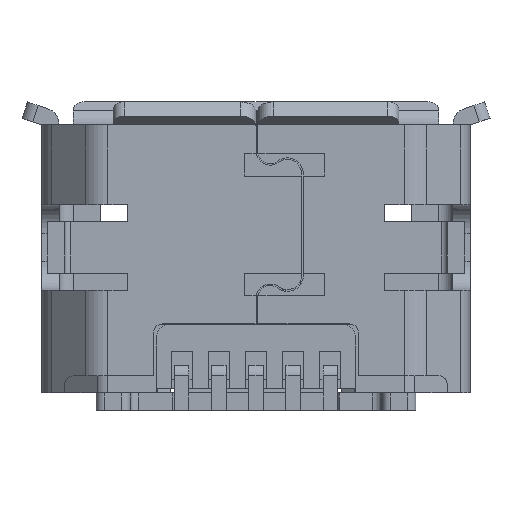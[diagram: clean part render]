
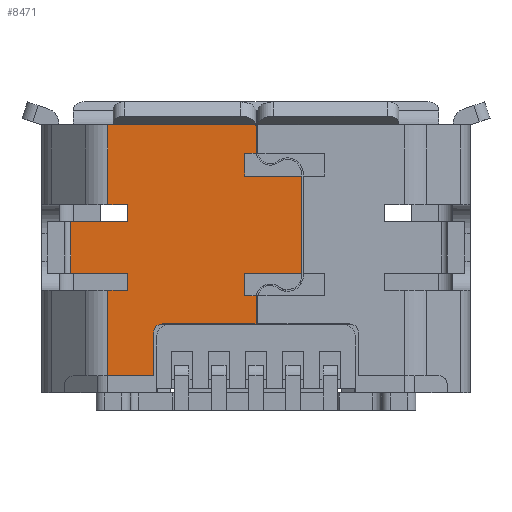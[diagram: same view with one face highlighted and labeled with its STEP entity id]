
A CAD part, front view. The second image highlights one B-rep face of the part: STEP entity #8471.
In plain terms, the highlighted planar face has unit normal (0, -1, 0).
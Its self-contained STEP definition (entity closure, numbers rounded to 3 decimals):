
#120=ELLIPSE('',#8938,0.503,0.28);
#267=FACE_OUTER_BOUND('',#695,.T.);
#695=EDGE_LOOP('',(#5692,#5693,#5694,#5695,#5696,#5697,#5698,#5699,#5700,
#5701,#5702,#5703,#5704,#5705,#5706,#5707,#5708,#5709,#5710,#5711,#5712,
#5713,#5714,#5715,#5716,#5717,#5718));
#1148=CIRCLE('',#8939,0.15);
#1149=CIRCLE('',#8940,0.25);
#1150=CIRCLE('',#8941,0.25);
#1386=LINE('',#12041,#2416);
#1449=LINE('',#12216,#2479);
#1450=LINE('',#12218,#2480);
#1451=LINE('',#12220,#2481);
#1452=LINE('',#12222,#2482);
#1453=LINE('',#12224,#2483);
#1454=LINE('',#12226,#2484);
#1455=LINE('',#12228,#2485);
#1456=LINE('',#12230,#2486);
#1457=LINE('',#12232,#2487);
#1458=LINE('',#12234,#2488);
#1459=LINE('',#12236,#2489);
#1460=LINE('',#12238,#2490);
#1461=LINE('',#12242,#2491);
#1462=LINE('',#12244,#2492);
#1463=LINE('',#12248,#2493);
#1464=LINE('',#12250,#2494);
#1465=LINE('',#12252,#2495);
#1466=LINE('',#12254,#2496);
#1467=LINE('',#12256,#2497);
#1468=LINE('',#12258,#2498);
#1469=LINE('',#12260,#2499);
#1470=LINE('',#12263,#2500);
#2416=VECTOR('',#9616,0.096);
#2479=VECTOR('',#9753,2.5);
#2480=VECTOR('',#9754,1.4);
#2481=VECTOR('',#9755,0.346);
#2482=VECTOR('',#9756,0.3);
#2483=VECTOR('',#9757,1.);
#2484=VECTOR('',#9758,0.9);
#2485=VECTOR('',#9759,1.);
#2486=VECTOR('',#9760,0.3);
#2487=VECTOR('',#9761,0.346);
#2488=VECTOR('',#9762,1.5);
#2489=VECTOR('',#9763,0.806);
#2490=VECTOR('',#9764,0.76);
#2491=VECTOR('',#9767,1.64);
#2492=VECTOR('',#9768,0.45);
#2493=VECTOR('',#9771,0.203);
#2494=VECTOR('',#9772,0.4);
#2495=VECTOR('',#9773,1.);
#2496=VECTOR('',#9774,1.7);
#2497=VECTOR('',#9775,1.);
#2498=VECTOR('',#9776,0.4);
#2499=VECTOR('',#9777,0.203);
#2500=VECTOR('',#9780,0.442);
#3452=VERTEX_POINT('',#12038);
#3453=VERTEX_POINT('',#12040);
#3527=VERTEX_POINT('',#12213);
#3528=VERTEX_POINT('',#12214);
#3529=VERTEX_POINT('',#12217);
#3530=VERTEX_POINT('',#12219);
#3531=VERTEX_POINT('',#12221);
#3532=VERTEX_POINT('',#12223);
#3533=VERTEX_POINT('',#12225);
#3534=VERTEX_POINT('',#12227);
#3535=VERTEX_POINT('',#12229);
#3536=VERTEX_POINT('',#12231);
#3537=VERTEX_POINT('',#12233);
#3538=VERTEX_POINT('',#12235);
#3539=VERTEX_POINT('',#12237);
#3540=VERTEX_POINT('',#12239);
#3541=VERTEX_POINT('',#12241);
#3542=VERTEX_POINT('',#12243);
#3543=VERTEX_POINT('',#12245);
#3544=VERTEX_POINT('',#12247);
#3545=VERTEX_POINT('',#12249);
#3546=VERTEX_POINT('',#12251);
#3547=VERTEX_POINT('',#12253);
#3548=VERTEX_POINT('',#12255);
#3549=VERTEX_POINT('',#12257);
#3550=VERTEX_POINT('',#12259);
#3551=VERTEX_POINT('',#12261);
#4294=EDGE_CURVE('',#3452,#3453,#1386,.T.);
#4381=EDGE_CURVE('',#3527,#3528,#120,.T.);
#4382=EDGE_CURVE('',#3453,#3528,#1449,.T.);
#4383=EDGE_CURVE('',#3529,#3452,#1450,.T.);
#4384=EDGE_CURVE('',#3529,#3530,#1451,.T.);
#4385=EDGE_CURVE('',#3530,#3531,#1452,.T.);
#4386=EDGE_CURVE('',#3532,#3531,#1453,.T.);
#4387=EDGE_CURVE('',#3533,#3532,#1454,.T.);
#4388=EDGE_CURVE('',#3533,#3534,#1455,.T.);
#4389=EDGE_CURVE('',#3534,#3535,#1456,.T.);
#4390=EDGE_CURVE('',#3536,#3535,#1457,.T.);
#4391=EDGE_CURVE('',#3537,#3536,#1458,.T.);
#4392=EDGE_CURVE('',#3537,#3538,#1459,.T.);
#4393=EDGE_CURVE('',#3538,#3539,#1460,.T.);
#4394=EDGE_CURVE('',#3540,#3539,#1148,.T.);
#4395=EDGE_CURVE('',#3541,#3540,#1461,.T.);
#4396=EDGE_CURVE('',#3542,#3541,#1462,.T.);
#4397=EDGE_CURVE('',#3543,#3542,#1149,.T.);
#4398=EDGE_CURVE('',#3544,#3543,#1463,.T.);
#4399=EDGE_CURVE('',#3545,#3544,#1464,.T.);
#4400=EDGE_CURVE('',#3546,#3545,#1465,.T.);
#4401=EDGE_CURVE('',#3547,#3546,#1466,.T.);
#4402=EDGE_CURVE('',#3548,#3547,#1467,.T.);
#4403=EDGE_CURVE('',#3549,#3548,#1468,.T.);
#4404=EDGE_CURVE('',#3550,#3549,#1469,.T.);
#4405=EDGE_CURVE('',#3551,#3550,#1150,.T.);
#4406=EDGE_CURVE('',#3527,#3551,#1470,.T.);
#5692=ORIENTED_EDGE('',*,*,#4381,.T.);
#5693=ORIENTED_EDGE('',*,*,#4382,.F.);
#5694=ORIENTED_EDGE('',*,*,#4294,.F.);
#5695=ORIENTED_EDGE('',*,*,#4383,.F.);
#5696=ORIENTED_EDGE('',*,*,#4384,.T.);
#5697=ORIENTED_EDGE('',*,*,#4385,.T.);
#5698=ORIENTED_EDGE('',*,*,#4386,.F.);
#5699=ORIENTED_EDGE('',*,*,#4387,.F.);
#5700=ORIENTED_EDGE('',*,*,#4388,.T.);
#5701=ORIENTED_EDGE('',*,*,#4389,.T.);
#5702=ORIENTED_EDGE('',*,*,#4390,.F.);
#5703=ORIENTED_EDGE('',*,*,#4391,.F.);
#5704=ORIENTED_EDGE('',*,*,#4392,.T.);
#5705=ORIENTED_EDGE('',*,*,#4393,.T.);
#5706=ORIENTED_EDGE('',*,*,#4394,.F.);
#5707=ORIENTED_EDGE('',*,*,#4395,.F.);
#5708=ORIENTED_EDGE('',*,*,#4396,.F.);
#5709=ORIENTED_EDGE('',*,*,#4397,.F.);
#5710=ORIENTED_EDGE('',*,*,#4398,.F.);
#5711=ORIENTED_EDGE('',*,*,#4399,.F.);
#5712=ORIENTED_EDGE('',*,*,#4400,.F.);
#5713=ORIENTED_EDGE('',*,*,#4401,.F.);
#5714=ORIENTED_EDGE('',*,*,#4402,.F.);
#5715=ORIENTED_EDGE('',*,*,#4403,.F.);
#5716=ORIENTED_EDGE('',*,*,#4404,.F.);
#5717=ORIENTED_EDGE('',*,*,#4405,.F.);
#5718=ORIENTED_EDGE('',*,*,#4406,.F.);
#8169=PLANE('',#8937);
#8471=ADVANCED_FACE('',(#267),#8169,.T.);
#8937=AXIS2_PLACEMENT_3D('',#12212,#9749,#9750);
#8938=AXIS2_PLACEMENT_3D('',#12215,#9751,#9752);
#8939=AXIS2_PLACEMENT_3D('',#12240,#9765,#9766);
#8940=AXIS2_PLACEMENT_3D('',#12246,#9769,#9770);
#8941=AXIS2_PLACEMENT_3D('',#12262,#9778,#9779);
#9616=DIRECTION('',(1.,0.,0.));
#9749=DIRECTION('center_axis',(0.,-1.,0.));
#9750=DIRECTION('ref_axis',(1.,0.,0.));
#9751=DIRECTION('center_axis',(0.,-1.,0.));
#9752=DIRECTION('ref_axis',(0.,0.,-1.));
#9753=DIRECTION('',(1.,0.,0.));
#9754=DIRECTION('',(0.,0.,1.));
#9755=DIRECTION('',(1.,0.,0.));
#9756=DIRECTION('',(0.,0.,-1.));
#9757=DIRECTION('',(1.,0.,0.));
#9758=DIRECTION('',(0.,0.,1.));
#9759=DIRECTION('',(1.,0.,0.));
#9760=DIRECTION('',(0.,0.,-1.));
#9761=DIRECTION('',(1.,0.,0.));
#9762=DIRECTION('',(0.,0.,1.));
#9763=DIRECTION('',(1.,0.,0.));
#9764=DIRECTION('',(0.,0.,1.));
#9765=DIRECTION('center_axis',(0.,-1.,0.));
#9766=DIRECTION('ref_axis',(0.,0.,1.));
#9767=DIRECTION('',(-1.,0.,0.));
#9768=DIRECTION('',(0.,0.,-1.));
#9769=DIRECTION('center_axis',(0.,-1.,0.));
#9770=DIRECTION('ref_axis',(-0.987,0.,0.161));
#9771=DIRECTION('',(1.,0.,0.));
#9772=DIRECTION('',(0.,0.,-1.));
#9773=DIRECTION('',(-1.,0.,0.));
#9774=DIRECTION('',(0.,0.,-1.));
#9775=DIRECTION('',(1.,0.,0.));
#9776=DIRECTION('',(0.,0.,-1.));
#9777=DIRECTION('',(-1.,0.,0.));
#9778=DIRECTION('center_axis',(0.,-1.,0.));
#9779=DIRECTION('ref_axis',(-1.,0.,0.));
#9780=DIRECTION('',(0.,0.,-1.));
#12038=CARTESIAN_POINT('',(-2.596,-1.225,2.35));
#12040=CARTESIAN_POINT('',(-2.5,-1.225,2.35));
#12041=CARTESIAN_POINT('',(-2.596,-1.225,2.35));
#12212=CARTESIAN_POINT('Origin',(-2.596,-1.225,-2.35));
#12213=CARTESIAN_POINT('',(0.,-1.225,2.334));
#12214=CARTESIAN_POINT('',(0.,-1.225,2.35));
#12215=CARTESIAN_POINT('Origin',(-0.28,-1.225,2.334));
#12216=CARTESIAN_POINT('',(-2.5,-1.225,2.35));
#12217=CARTESIAN_POINT('',(-2.596,-1.225,0.95));
#12218=CARTESIAN_POINT('',(-2.596,-1.225,0.95));
#12219=CARTESIAN_POINT('',(-2.25,-1.225,0.95));
#12220=CARTESIAN_POINT('',(-2.596,-1.225,0.95));
#12221=CARTESIAN_POINT('',(-2.25,-1.225,0.65));
#12222=CARTESIAN_POINT('',(-2.25,-1.225,0.95));
#12223=CARTESIAN_POINT('',(-3.25,-1.225,0.65));
#12224=CARTESIAN_POINT('',(-3.25,-1.225,0.65));
#12225=CARTESIAN_POINT('',(-3.25,-1.225,-0.25));
#12226=CARTESIAN_POINT('',(-3.25,-1.225,-0.25));
#12227=CARTESIAN_POINT('',(-2.25,-1.225,-0.25));
#12228=CARTESIAN_POINT('',(-3.25,-1.225,-0.25));
#12229=CARTESIAN_POINT('',(-2.25,-1.225,-0.55));
#12230=CARTESIAN_POINT('',(-2.25,-1.225,-0.25));
#12231=CARTESIAN_POINT('',(-2.596,-1.225,-0.55));
#12232=CARTESIAN_POINT('',(-2.596,-1.225,-0.55));
#12233=CARTESIAN_POINT('',(-2.596,-1.225,-2.05));
#12234=CARTESIAN_POINT('',(-2.596,-1.225,-2.05));
#12235=CARTESIAN_POINT('',(-1.79,-1.225,-2.05));
#12236=CARTESIAN_POINT('',(-2.596,-1.225,-2.05));
#12237=CARTESIAN_POINT('',(-1.79,-1.225,-1.29));
#12238=CARTESIAN_POINT('',(-1.79,-1.225,-2.05));
#12239=CARTESIAN_POINT('',(-1.64,-1.225,-1.14));
#12240=CARTESIAN_POINT('Origin',(-1.64,-1.225,-1.29));
#12241=CARTESIAN_POINT('',(0.,-1.225,-1.14));
#12242=CARTESIAN_POINT('',(0.,-1.225,-1.14));
#12243=CARTESIAN_POINT('',(0.,-1.225,-0.69));
#12244=CARTESIAN_POINT('',(0.,-1.225,-0.69));
#12245=CARTESIAN_POINT('',(0.003,-1.225,-0.65));
#12246=CARTESIAN_POINT('Origin',(0.25,-1.225,-0.69));
#12247=CARTESIAN_POINT('',(-0.2,-1.225,-0.65));
#12248=CARTESIAN_POINT('',(-0.2,-1.225,-0.65));
#12249=CARTESIAN_POINT('',(-0.2,-1.225,-0.25));
#12250=CARTESIAN_POINT('',(-0.2,-1.225,-0.25));
#12251=CARTESIAN_POINT('',(0.8,-1.225,-0.25));
#12252=CARTESIAN_POINT('',(0.8,-1.225,-0.25));
#12253=CARTESIAN_POINT('',(0.8,-1.225,1.45));
#12254=CARTESIAN_POINT('',(0.8,-1.225,1.45));
#12255=CARTESIAN_POINT('',(-0.2,-1.225,1.45));
#12256=CARTESIAN_POINT('',(-0.2,-1.225,1.45));
#12257=CARTESIAN_POINT('',(-0.2,-1.225,1.85));
#12258=CARTESIAN_POINT('',(-0.2,-1.225,1.85));
#12259=CARTESIAN_POINT('',(0.003,-1.225,1.85));
#12260=CARTESIAN_POINT('',(0.003,-1.225,1.85));
#12261=CARTESIAN_POINT('',(0.,-1.225,1.891));
#12262=CARTESIAN_POINT('Origin',(0.25,-1.225,1.891));
#12263=CARTESIAN_POINT('',(0.,-1.225,2.334));
